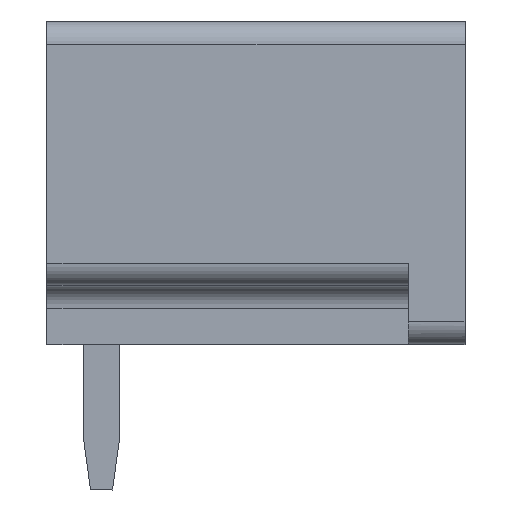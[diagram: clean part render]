
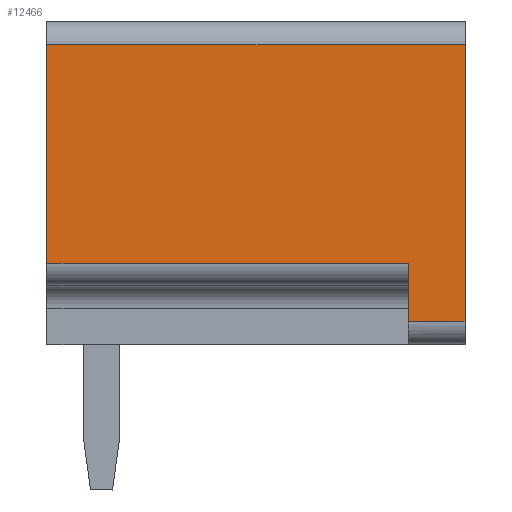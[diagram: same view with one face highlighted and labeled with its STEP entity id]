
A CAD part, left-side view. The second image highlights one B-rep face of the part: STEP entity #12466.
In plain terms, the highlighted planar face has unit normal (-1, 0, 0).
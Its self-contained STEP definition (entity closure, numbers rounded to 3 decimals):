
#12430=AXIS2_PLACEMENT_3D('Plane Axis2P3D',#12427,#12428,#12429) ;
#70=CARTESIAN_POINT('Vertex',(0.,0.,9.8)) ;
#73=CARTESIAN_POINT('Line Origine',(0.,0.,6.75)) ;
#77=CARTESIAN_POINT('Vertex',(0.,0.,3.7)) ;
#12412=CARTESIAN_POINT('Vertex',(0.,9.2,9.8)) ;
#12415=CARTESIAN_POINT('Line Origine',(0.,4.6,9.8)) ;
#12427=CARTESIAN_POINT('Axis2P3D Location',(0.,0.,9.8)) ;
#12432=CARTESIAN_POINT('Line Origine',(0.,5.225,4.99)) ;
#12436=CARTESIAN_POINT('Vertex',(0.,9.2,4.99)) ;
#12438=CARTESIAN_POINT('Vertex',(0.,1.25,4.99)) ;
#12441=CARTESIAN_POINT('Line Origine',(0.,1.25,4.345)) ;
#12445=CARTESIAN_POINT('Vertex',(0.,1.25,3.7)) ;
#12448=CARTESIAN_POINT('Line Origine',(0.,0.625,3.7)) ;
#12453=CARTESIAN_POINT('Line Origine',(0.,9.2,7.395)) ;
#74=DIRECTION('Vector Direction',(0.,0.,-1.)) ;
#12416=DIRECTION('Vector Direction',(0.,-1.,0.)) ;
#12428=DIRECTION('Axis2P3D Direction',(1.,-0.,0.)) ;
#12429=DIRECTION('Axis2P3D XDirection',(0.,0.,-1.)) ;
#12433=DIRECTION('Vector Direction',(0.,-1.,0.)) ;
#12442=DIRECTION('Vector Direction',(0.,0.,-1.)) ;
#12449=DIRECTION('Vector Direction',(0.,1.,0.)) ;
#12454=DIRECTION('Vector Direction',(0.,0.,-1.)) ;
#75=VECTOR('Line Direction',#74,1.) ;
#12417=VECTOR('Line Direction',#12416,1.) ;
#12434=VECTOR('Line Direction',#12433,1.) ;
#12443=VECTOR('Line Direction',#12442,1.) ;
#12450=VECTOR('Line Direction',#12449,1.) ;
#12455=VECTOR('Line Direction',#12454,1.) ;
#12459=ORIENTED_EDGE('',*,*,#12440,.T.) ;
#12460=ORIENTED_EDGE('',*,*,#12447,.T.) ;
#12461=ORIENTED_EDGE('',*,*,#12452,.F.) ;
#12462=ORIENTED_EDGE('',*,*,#79,.F.) ;
#12463=ORIENTED_EDGE('',*,*,#12419,.T.) ;
#12464=ORIENTED_EDGE('',*,*,#12457,.T.) ;
#12466=ADVANCED_FACE('HOUSING',(#12465),#12431,.F.) ;
#79=EDGE_CURVE('',#71,#78,#76,.T.) ;
#12419=EDGE_CURVE('',#71,#12413,#12418,.F.) ;
#12440=EDGE_CURVE('',#12437,#12439,#12435,.T.) ;
#12447=EDGE_CURVE('',#12439,#12446,#12444,.T.) ;
#12452=EDGE_CURVE('',#78,#12446,#12451,.T.) ;
#12457=EDGE_CURVE('',#12413,#12437,#12456,.T.) ;
#12458=EDGE_LOOP('',(#12459,#12460,#12461,#12462,#12463,#12464)) ;
#12465=FACE_OUTER_BOUND('',#12458,.T.) ;
#76=LINE('Line',#73,#75) ;
#12418=LINE('Line',#12415,#12417) ;
#12435=LINE('Line',#12432,#12434) ;
#12444=LINE('Line',#12441,#12443) ;
#12451=LINE('Line',#12448,#12450) ;
#12456=LINE('Line',#12453,#12455) ;
#12431=PLANE('',#12430) ;
#71=VERTEX_POINT('',#70) ;
#78=VERTEX_POINT('',#77) ;
#12413=VERTEX_POINT('',#12412) ;
#12437=VERTEX_POINT('',#12436) ;
#12439=VERTEX_POINT('',#12438) ;
#12446=VERTEX_POINT('',#12445) ;
